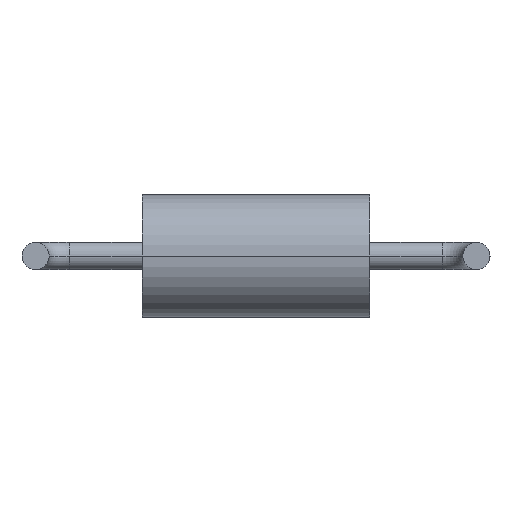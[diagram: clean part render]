
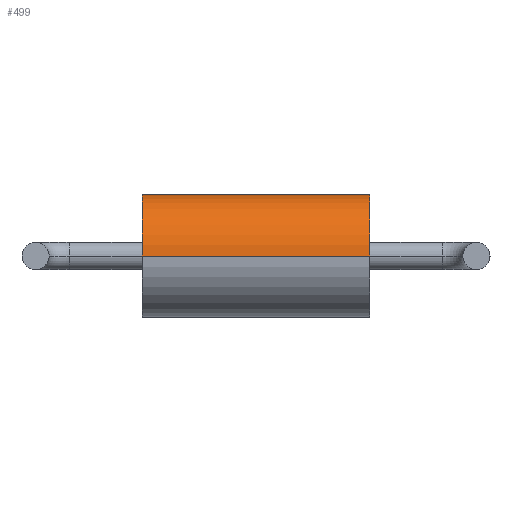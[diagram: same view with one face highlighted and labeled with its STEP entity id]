
A CAD part, front view. The second image highlights one B-rep face of the part: STEP entity #499.
In plain terms, the highlighted cylindrical face has radius 1.8 mm (diameter 3.6 mm), a partial arc.
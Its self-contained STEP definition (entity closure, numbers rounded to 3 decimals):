
#35 = CARTESIAN_POINT ( 'NONE',  ( -28.75, 1.8, 0. ) ) ;
#59 = DIRECTION ( 'NONE',  ( -1., 0., 0. ) ) ;
#62 = VECTOR ( 'NONE', #59, 1000. ) ;
#67 = VERTEX_POINT ( 'NONE', #163 ) ;
#81 = LINE ( 'NONE', #172, #284 ) ;
#85 = CARTESIAN_POINT ( 'NONE',  ( -3.35, 0., 0. ) ) ;
#87 = DIRECTION ( 'NONE',  ( -1., 0., 0. ) ) ;
#93 = CYLINDRICAL_SURFACE ( 'NONE', #150, 1.8 ) ;
#111 = AXIS2_PLACEMENT_3D ( 'NONE', #384, #349, #426 ) ;
#118 = EDGE_CURVE ( 'NONE', #202, #530, #260, .T. ) ;
#134 = EDGE_CURVE ( 'NONE', #67, #509, #531, .T. ) ;
#145 = EDGE_CURVE ( 'NONE', #67, #202, #81, .T. ) ;
#150 = AXIS2_PLACEMENT_3D ( 'NONE', #35, #411, #367 ) ;
#163 = CARTESIAN_POINT ( 'NONE',  ( 3.35, 0., 0. ) ) ;
#172 = CARTESIAN_POINT ( 'NONE',  ( -28.75, 0., 0. ) ) ;
#202 = VERTEX_POINT ( 'NONE', #85 ) ;
#218 = DIRECTION ( 'NONE',  ( 0., -1., 0. ) ) ;
#228 = CARTESIAN_POINT ( 'NONE',  ( -28.75, 3.6, 0. ) ) ;
#244 = CARTESIAN_POINT ( 'NONE',  ( -3.35, 3.6, 0. ) ) ;
#256 = LINE ( 'NONE', #228, #62 ) ;
#260 = CIRCLE ( 'NONE', #355, 1.8 ) ;
#261 = EDGE_CURVE ( 'NONE', #509, #530, #256, .T. ) ;
#266 = ORIENTED_EDGE ( 'NONE', *, *, #118, .F. ) ;
#279 = CARTESIAN_POINT ( 'NONE',  ( 3.35, 3.6, 0. ) ) ;
#284 = VECTOR ( 'NONE', #516, 1000. ) ;
#291 = ORIENTED_EDGE ( 'NONE', *, *, #134, .T. ) ;
#300 = ORIENTED_EDGE ( 'NONE', *, *, #145, .F. ) ;
#342 = EDGE_LOOP ( 'NONE', ( #291, #419, #266, #300 ) ) ;
#347 = FACE_OUTER_BOUND ( 'NONE', #342, .T. ) ;
#349 = DIRECTION ( 'NONE',  ( -1., 0., 0. ) ) ;
#355 = AXIS2_PLACEMENT_3D ( 'NONE', #480, #87, #218 ) ;
#367 = DIRECTION ( 'NONE',  ( 0., -1., 0. ) ) ;
#384 = CARTESIAN_POINT ( 'NONE',  ( 3.35, 1.8, 0. ) ) ;
#411 = DIRECTION ( 'NONE',  ( -1., 0., 0. ) ) ;
#419 = ORIENTED_EDGE ( 'NONE', *, *, #261, .T. ) ;
#426 = DIRECTION ( 'NONE',  ( 0., -1., 0. ) ) ;
#480 = CARTESIAN_POINT ( 'NONE',  ( -3.35, 1.8, 0. ) ) ;
#499 = ADVANCED_FACE ( 'NONE', ( #347 ), #93, .T. ) ;
#509 = VERTEX_POINT ( 'NONE', #279 ) ;
#516 = DIRECTION ( 'NONE',  ( -1., 0., 0. ) ) ;
#530 = VERTEX_POINT ( 'NONE', #244 ) ;
#531 = CIRCLE ( 'NONE', #111, 1.8 ) ;
